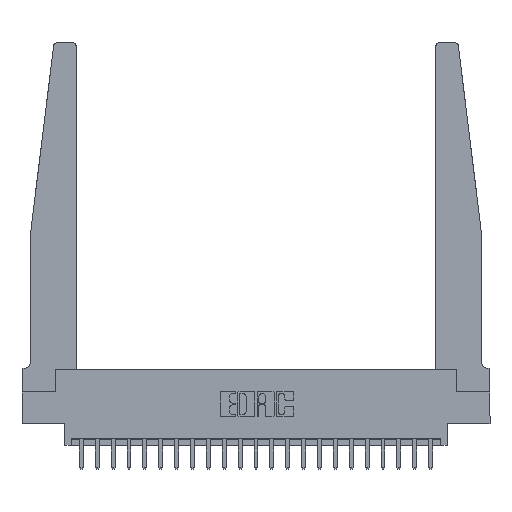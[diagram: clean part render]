
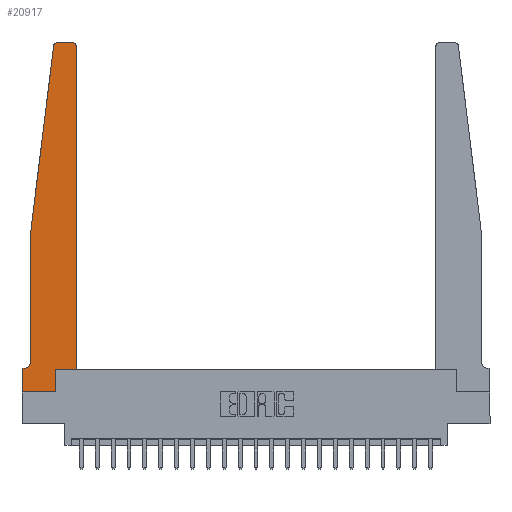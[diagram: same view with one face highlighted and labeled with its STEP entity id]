
A CAD part, top view. The second image highlights one B-rep face of the part: STEP entity #20917.
In plain terms, the highlighted planar face has unit normal (0, 0, 1).
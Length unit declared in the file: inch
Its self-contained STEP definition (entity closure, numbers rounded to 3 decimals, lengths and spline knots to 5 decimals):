
#79 = DIRECTION ( 'NONE',  ( 1., 0., 0. ) ) ;
#165 = CARTESIAN_POINT ( 'NONE',  ( 0.27653, 2.72, 0.37 ) ) ;
#833 = VERTEX_POINT ( 'NONE', #21050 ) ;
#1179 = ORIENTED_EDGE ( 'NONE', *, *, #3944, .T. ) ;
#1260 = VECTOR ( 'NONE', #9140, 39.37008 ) ;
#1371 = EDGE_CURVE ( 'NONE', #18827, #10561, #19526, .T. ) ;
#1467 = LINE ( 'NONE', #21065, #11670 ) ;
#1574 = CARTESIAN_POINT ( 'NONE',  ( 0., 0.1875, 0.37 ) ) ;
#1576 = DIRECTION ( 'NONE',  ( 0., 0., 1. ) ) ;
#1654 = CARTESIAN_POINT ( 'NONE',  ( 0.2605, 0.18, 0.37 ) ) ;
#1826 = CARTESIAN_POINT ( 'NONE',  ( 0., 0.1875, 0.37 ) ) ;
#2229 = EDGE_CURVE ( 'NONE', #9922, #833, #11945, .T. ) ;
#2279 = DIRECTION ( 'NONE',  ( 0., 0., 1. ) ) ;
#2536 = VECTOR ( 'NONE', #16199, 39.37008 ) ;
#2795 = CARTESIAN_POINT ( 'NONE',  ( 0., 0., 0.37 ) ) ;
#3097 = CARTESIAN_POINT ( 'NONE',  ( 0.065, 1.25, 0.37 ) ) ;
#3278 = ORIENTED_EDGE ( 'NONE', *, *, #1371, .T. ) ;
#3402 = DIRECTION ( 'NONE',  ( 0., 1., 0. ) ) ;
#3778 = CARTESIAN_POINT ( 'NONE',  ( 0.425, 0.18, 0.37 ) ) ;
#3944 = EDGE_CURVE ( 'NONE', #10561, #20387, #6721, .T. ) ;
#4014 = LINE ( 'NONE', #3778, #1260 ) ;
#4319 = ORIENTED_EDGE ( 'NONE', *, *, #12510, .T. ) ;
#4418 = VERTEX_POINT ( 'NONE', #1654 ) ;
#4830 = EDGE_CURVE ( 'NONE', #20387, #17316, #15727, .T. ) ;
#5045 = CARTESIAN_POINT ( 'NONE',  ( 0.425, 2.72, 0.37 ) ) ;
#5092 = DIRECTION ( 'NONE',  ( 0., 0., 1. ) ) ;
#5098 = DIRECTION ( 'NONE',  ( -0.122, -0.992, 0. ) ) ;
#5913 = CARTESIAN_POINT ( 'NONE',  ( 0., 0., 0.37 ) ) ;
#6721 = LINE ( 'NONE', #16994, #21145 ) ;
#6754 = EDGE_CURVE ( 'NONE', #22609, #4418, #8845, .T. ) ;
#6787 = ORIENTED_EDGE ( 'NONE', *, *, #14155, .T. ) ;
#7803 = CIRCLE ( 'NONE', #10760, 0.03 ) ;
#7933 = CIRCLE ( 'NONE', #13144, 0.03 ) ;
#8455 = FACE_OUTER_BOUND ( 'NONE', #19405, .T. ) ;
#8581 = EDGE_CURVE ( 'NONE', #833, #13046, #7803, .T. ) ;
#8643 = LINE ( 'NONE', #15762, #20524 ) ;
#8845 = LINE ( 'NONE', #12564, #2536 ) ;
#8986 = ORIENTED_EDGE ( 'NONE', *, *, #4830, .T. ) ;
#9140 = DIRECTION ( 'NONE',  ( 1., 0., 0. ) ) ;
#9167 = CARTESIAN_POINT ( 'NONE',  ( 0.2605, 0., 0.37 ) ) ;
#9273 = LINE ( 'NONE', #5913, #14570 ) ;
#9501 = VERTEX_POINT ( 'NONE', #5045 ) ;
#9902 = DIRECTION ( 'NONE',  ( 0., -1., 0. ) ) ;
#9922 = VERTEX_POINT ( 'NONE', #21471 ) ;
#10246 = VECTOR ( 'NONE', #19198, 39.37008 ) ;
#10346 = ORIENTED_EDGE ( 'NONE', *, *, #14871, .T. ) ;
#10491 = AXIS2_PLACEMENT_3D ( 'NONE', #1574, #5092, #21162 ) ;
#10561 = VERTEX_POINT ( 'NONE', #17121 ) ;
#10760 = AXIS2_PLACEMENT_3D ( 'NONE', #165, #1576, #14273 ) ;
#10930 = CARTESIAN_POINT ( 'NONE',  ( 0.065, 0.2375, 0.37 ) ) ;
#10944 = DIRECTION ( 'NONE',  ( 0., -1., 0. ) ) ;
#11043 = ORIENTED_EDGE ( 'NONE', *, *, #12140, .T. ) ;
#11670 = VECTOR ( 'NONE', #5098, 39.37008 ) ;
#11945 = LINE ( 'NONE', #17549, #10246 ) ;
#12140 = EDGE_CURVE ( 'NONE', #9501, #9922, #7933, .T. ) ;
#12510 = EDGE_CURVE ( 'NONE', #4418, #22622, #4014, .T. ) ;
#12564 = CARTESIAN_POINT ( 'NONE',  ( 0.2605, 0.18, 0.37 ) ) ;
#12576 = LINE ( 'NONE', #17946, #21332 ) ;
#13003 = DIRECTION ( 'NONE',  ( 1., 0., 0. ) ) ;
#13046 = VERTEX_POINT ( 'NONE', #15069 ) ;
#13047 = CARTESIAN_POINT ( 'NONE',  ( 0., 0., 0.37 ) ) ;
#13144 = AXIS2_PLACEMENT_3D ( 'NONE', #16401, #2279, #79 ) ;
#13936 = PLANE ( 'NONE',  #10491 ) ;
#14025 = ORIENTED_EDGE ( 'NONE', *, *, #8581, .T. ) ;
#14155 = EDGE_CURVE ( 'NONE', #20733, #18827, #12576, .T. ) ;
#14273 = DIRECTION ( 'NONE',  ( 1., 0., 0. ) ) ;
#14428 = DIRECTION ( 'NONE',  ( 0., 0., -1. ) ) ;
#14570 = VECTOR ( 'NONE', #13003, 39.37008 ) ;
#14669 = CARTESIAN_POINT ( 'NONE',  ( 0.015, 0.2375, 0.37 ) ) ;
#14871 = EDGE_CURVE ( 'NONE', #13046, #20733, #1467, .T. ) ;
#15069 = CARTESIAN_POINT ( 'NONE',  ( 0.24675, 2.72367, 0.37 ) ) ;
#15727 = LINE ( 'NONE', #2795, #21901 ) ;
#15762 = CARTESIAN_POINT ( 'NONE',  ( 0.425, 0.18, 0.37 ) ) ;
#16199 = DIRECTION ( 'NONE',  ( 0., 1., 0. ) ) ;
#16401 = CARTESIAN_POINT ( 'NONE',  ( 0.395, 2.72, 0.37 ) ) ;
#16994 = CARTESIAN_POINT ( 'NONE',  ( 0.065, 0.1875, 0.37 ) ) ;
#17067 = EDGE_CURVE ( 'NONE', #22622, #9501, #8643, .T. ) ;
#17121 = CARTESIAN_POINT ( 'NONE',  ( 0.015, 0.1875, 0.37 ) ) ;
#17316 = VERTEX_POINT ( 'NONE', #13047 ) ;
#17549 = CARTESIAN_POINT ( 'NONE',  ( 0.25, 2.75, 0.37 ) ) ;
#17913 = CARTESIAN_POINT ( 'NONE',  ( 0.425, 0.18, 0.37 ) ) ;
#17946 = CARTESIAN_POINT ( 'NONE',  ( 0.065, 1.25, 0.37 ) ) ;
#18780 = AXIS2_PLACEMENT_3D ( 'NONE', #14669, #14428, #20031 ) ;
#18827 = VERTEX_POINT ( 'NONE', #10930 ) ;
#19198 = DIRECTION ( 'NONE',  ( -1., 0., 0. ) ) ;
#19405 = EDGE_LOOP ( 'NONE', ( #22830, #14025, #10346, #6787, #3278, #1179, #8986, #22701, #21236, #4319, #19971, #11043 ) ) ;
#19526 = CIRCLE ( 'NONE', #18780, 0.05 ) ;
#19971 = ORIENTED_EDGE ( 'NONE', *, *, #17067, .T. ) ;
#20031 = DIRECTION ( 'NONE',  ( -1., 0., 0. ) ) ;
#20373 = DIRECTION ( 'NONE',  ( -1., 0., 0. ) ) ;
#20387 = VERTEX_POINT ( 'NONE', #1826 ) ;
#20524 = VECTOR ( 'NONE', #3402, 39.37008 ) ;
#20601 = EDGE_CURVE ( 'NONE', #17316, #22609, #9273, .T. ) ;
#20733 = VERTEX_POINT ( 'NONE', #3097 ) ;
#20917 = ADVANCED_FACE ( 'NONE', ( #8455 ), #13936, .T. ) ;
#21050 = CARTESIAN_POINT ( 'NONE',  ( 0.27653, 2.75, 0.37 ) ) ;
#21065 = CARTESIAN_POINT ( 'NONE',  ( 0.065, 1.25, 0.37 ) ) ;
#21145 = VECTOR ( 'NONE', #20373, 39.37008 ) ;
#21162 = DIRECTION ( 'NONE',  ( 1., 0., 0. ) ) ;
#21236 = ORIENTED_EDGE ( 'NONE', *, *, #6754, .T. ) ;
#21332 = VECTOR ( 'NONE', #10944, 39.37008 ) ;
#21471 = CARTESIAN_POINT ( 'NONE',  ( 0.395, 2.75, 0.37 ) ) ;
#21901 = VECTOR ( 'NONE', #9902, 39.37008 ) ;
#22609 = VERTEX_POINT ( 'NONE', #9167 ) ;
#22622 = VERTEX_POINT ( 'NONE', #17913 ) ;
#22701 = ORIENTED_EDGE ( 'NONE', *, *, #20601, .T. ) ;
#22830 = ORIENTED_EDGE ( 'NONE', *, *, #2229, .T. ) ;
